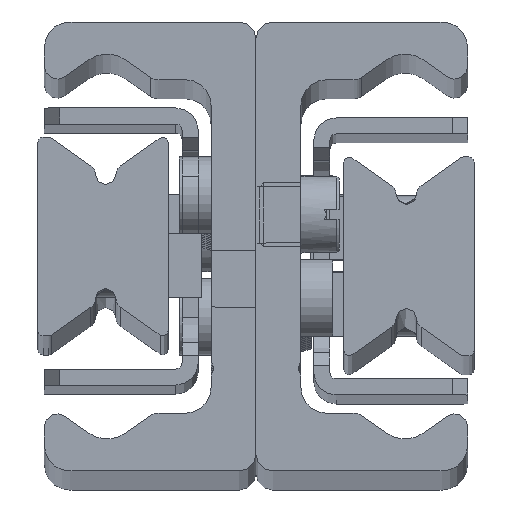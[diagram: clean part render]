
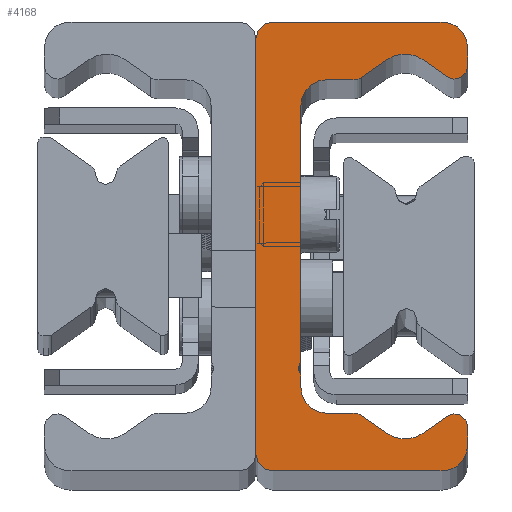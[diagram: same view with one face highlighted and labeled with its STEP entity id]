
A CAD part, top view. The second image highlights one B-rep face of the part: STEP entity #4168.
In plain terms, the highlighted planar face has unit normal (0, 0, 1).
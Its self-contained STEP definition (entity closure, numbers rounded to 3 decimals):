
#1551=CARTESIAN_POINT('',(3.5,11.0,850.0));
#1552=VERTEX_POINT('',#1551);
#1559=CARTESIAN_POINT('',(3.5,-9.067,850.0));
#1560=VERTEX_POINT('',#1559);
#1561=CARTESIAN_POINT('',(3.5,11.0,850.0));
#1562=DIRECTION('',(0.0,-1.0,0.0));
#1563=VECTOR('',#1562,20.067);
#1564=LINE('',#1561,#1563);
#1565=EDGE_CURVE('',#1552,#1560,#1564,.T.);
#1987=CARTESIAN_POINT('',(3.5,-9.933,850.0));
#1988=VERTEX_POINT('',#1987);
#1989=CARTESIAN_POINT('',(3.75,-9.5,850.0));
#1990=DIRECTION('',(0.0,0.0,1.0));
#1991=DIRECTION('',(-0.5,0.866,0.0));
#1992=AXIS2_PLACEMENT_3D('',#1989,#1990,#1991);
#1993=CIRCLE('',#1992,0.5);
#1994=EDGE_CURVE('',#1560,#1988,#1993,.T.);
#3306=CARTESIAN_POINT('',(0.0,16.2,850.0));
#3307=VERTEX_POINT('',#3306);
#3308=CARTESIAN_POINT('',(1.3,17.5,850.0));
#3309=VERTEX_POINT('',#3308);
#3310=CARTESIAN_POINT('',(1.3,16.2,850.0));
#3311=DIRECTION('',(0.0,0.0,-1.0));
#3312=DIRECTION('',(0.0,-1.0,0.0));
#3313=AXIS2_PLACEMENT_3D('',#3310,#3311,#3312);
#3314=CIRCLE('',#3313,1.3);
#3315=EDGE_CURVE('',#3307,#3309,#3314,.T.);
#3348=CARTESIAN_POINT('',(14.5,17.5,850.0));
#3349=VERTEX_POINT('',#3348);
#3350=CARTESIAN_POINT('',(1.3,17.5,850.0));
#3351=DIRECTION('',(1.0,0.0,0.0));
#3352=VECTOR('',#3351,13.2);
#3353=LINE('',#3350,#3352);
#3354=EDGE_CURVE('',#3309,#3349,#3353,.T.);
#3379=CARTESIAN_POINT('',(16.5,15.5,850.0));
#3380=VERTEX_POINT('',#3379);
#3381=CARTESIAN_POINT('',(14.5,15.5,850.0));
#3382=DIRECTION('',(0.0,0.0,-1.0));
#3383=DIRECTION('',(-1.0,0.0,0.0));
#3384=AXIS2_PLACEMENT_3D('',#3381,#3382,#3383);
#3385=CIRCLE('',#3384,2.);
#3386=EDGE_CURVE('',#3349,#3380,#3385,.T.);
#3412=CARTESIAN_POINT('',(16.5,14.042,850.0));
#3413=VERTEX_POINT('',#3412);
#3414=CARTESIAN_POINT('',(16.5,15.5,850.0));
#3415=DIRECTION('',(0.0,-1.0,0.0));
#3416=VECTOR('',#3415,1.458);
#3417=LINE('',#3414,#3416);
#3418=EDGE_CURVE('',#3380,#3413,#3417,.T.);
#3443=CARTESIAN_POINT('',(14.926,13.223,850.0));
#3444=VERTEX_POINT('',#3443);
#3445=CARTESIAN_POINT('',(15.5,14.042,850.0));
#3446=DIRECTION('',(0.0,0.0,-1.));
#3447=DIRECTION('',(0.574,0.819,0.0));
#3448=AXIS2_PLACEMENT_3D('',#3445,#3446,#3447);
#3449=CIRCLE('',#3448,1.);
#3450=EDGE_CURVE('',#3413,#3444,#3449,.T.);
#3476=CARTESIAN_POINT('',(13.034,14.548,850.0));
#3477=VERTEX_POINT('',#3476);
#3478=CARTESIAN_POINT('',(14.926,13.223,850.0));
#3479=DIRECTION('',(-0.819,0.574,0.0));
#3480=VECTOR('',#3479,2.31);
#3481=LINE('',#3478,#3480);
#3482=EDGE_CURVE('',#3444,#3477,#3481,.T.);
#3507=CARTESIAN_POINT('',(10.166,14.548,850.0));
#3508=VERTEX_POINT('',#3507);
#3509=CARTESIAN_POINT('',(11.6,12.5,850.0));
#3510=DIRECTION('',(0.0,0.0,1.0));
#3511=DIRECTION('',(0.574,0.819,0.0));
#3512=AXIS2_PLACEMENT_3D('',#3509,#3510,#3511);
#3513=CIRCLE('',#3512,2.5);
#3514=EDGE_CURVE('',#3477,#3508,#3513,.T.);
#3540=CARTESIAN_POINT('',(8.214,13.181,850.0));
#3541=VERTEX_POINT('',#3540);
#3542=CARTESIAN_POINT('',(10.166,14.548,850.0));
#3543=DIRECTION('',(-0.819,-0.574,0.0));
#3544=VECTOR('',#3543,2.383);
#3545=LINE('',#3542,#3544);
#3546=EDGE_CURVE('',#3508,#3541,#3545,.T.);
#3571=CARTESIAN_POINT('',(7.64,13.0,850.0));
#3572=VERTEX_POINT('',#3571);
#3573=CARTESIAN_POINT('',(7.64,14.,850.0));
#3574=DIRECTION('',(0.0,0.0,-1.0));
#3575=DIRECTION('',(0.0,1.0,0.0));
#3576=AXIS2_PLACEMENT_3D('',#3573,#3574,#3575);
#3577=CIRCLE('',#3576,1.);
#3578=EDGE_CURVE('',#3541,#3572,#3577,.T.);
#3604=CARTESIAN_POINT('',(5.5,13.0,850.0));
#3605=VERTEX_POINT('',#3604);
#3606=CARTESIAN_POINT('',(7.64,13.0,850.0));
#3607=DIRECTION('',(-1.0,0.0,0.0));
#3608=VECTOR('',#3607,2.14);
#3609=LINE('',#3606,#3608);
#3610=EDGE_CURVE('',#3572,#3605,#3609,.T.);
#3635=CARTESIAN_POINT('',(5.5,11.0,850.0));
#3636=DIRECTION('',(0.0,0.0,1.0));
#3637=DIRECTION('',(0.0,1.0,0.0));
#3638=AXIS2_PLACEMENT_3D('',#3635,#3636,#3637);
#3639=CIRCLE('',#3638,2.0);
#3640=EDGE_CURVE('',#3605,#1552,#3639,.T.);
#3659=CARTESIAN_POINT('',(3.5,-11.0,850.0));
#3660=VERTEX_POINT('',#3659);
#3661=CARTESIAN_POINT('',(3.5,-9.933,850.0));
#3662=DIRECTION('',(0.0,-1.0,0.0));
#3663=VECTOR('',#3662,1.067);
#3664=LINE('',#3661,#3663);
#3665=EDGE_CURVE('',#1988,#3660,#3664,.T.);
#3690=CARTESIAN_POINT('',(5.5,-13.0,850.0));
#3691=VERTEX_POINT('',#3690);
#3692=CARTESIAN_POINT('',(5.5,-11.0,850.0));
#3693=DIRECTION('',(0.0,0.0,1.0));
#3694=DIRECTION('',(-1.0,0.0,0.0));
#3695=AXIS2_PLACEMENT_3D('',#3692,#3693,#3694);
#3696=CIRCLE('',#3695,2.0);
#3697=EDGE_CURVE('',#3660,#3691,#3696,.T.);
#3723=CARTESIAN_POINT('',(7.64,-13.0,850.0));
#3724=VERTEX_POINT('',#3723);
#3725=CARTESIAN_POINT('',(5.5,-13.0,850.0));
#3726=DIRECTION('',(1.0,0.0,0.0));
#3727=VECTOR('',#3726,2.14);
#3728=LINE('',#3725,#3727);
#3729=EDGE_CURVE('',#3691,#3724,#3728,.T.);
#3754=CARTESIAN_POINT('',(8.214,-13.181,850.0));
#3755=VERTEX_POINT('',#3754);
#3756=CARTESIAN_POINT('',(7.64,-14.0,850.0));
#3757=DIRECTION('',(0.0,0.0,-1.0));
#3758=DIRECTION('',(-0.574,-0.819,0.0));
#3759=AXIS2_PLACEMENT_3D('',#3756,#3757,#3758);
#3760=CIRCLE('',#3759,1.);
#3761=EDGE_CURVE('',#3724,#3755,#3760,.T.);
#3787=CARTESIAN_POINT('',(10.166,-14.548,850.0));
#3788=VERTEX_POINT('',#3787);
#3789=CARTESIAN_POINT('',(8.214,-13.181,850.0));
#3790=DIRECTION('',(0.819,-0.574,0.0));
#3791=VECTOR('',#3790,2.383);
#3792=LINE('',#3789,#3791);
#3793=EDGE_CURVE('',#3755,#3788,#3792,.T.);
#3818=CARTESIAN_POINT('',(13.034,-14.548,850.0));
#3819=VERTEX_POINT('',#3818);
#3820=CARTESIAN_POINT('',(11.6,-12.5,850.0));
#3821=DIRECTION('',(0.0,0.0,1.));
#3822=DIRECTION('',(-0.574,-0.819,0.0));
#3823=AXIS2_PLACEMENT_3D('',#3820,#3821,#3822);
#3824=CIRCLE('',#3823,2.5);
#3825=EDGE_CURVE('',#3788,#3819,#3824,.T.);
#3851=CARTESIAN_POINT('',(14.926,-13.223,850.0));
#3852=VERTEX_POINT('',#3851);
#3853=CARTESIAN_POINT('',(13.034,-14.548,850.0));
#3854=DIRECTION('',(0.819,0.574,0.0));
#3855=VECTOR('',#3854,2.31);
#3856=LINE('',#3853,#3855);
#3857=EDGE_CURVE('',#3819,#3852,#3856,.T.);
#3882=CARTESIAN_POINT('',(16.5,-14.042,850.0));
#3883=VERTEX_POINT('',#3882);
#3884=CARTESIAN_POINT('',(15.5,-14.042,850.0));
#3885=DIRECTION('',(0.0,0.0,-1.0));
#3886=DIRECTION('',(-1.0,0.0,0.0));
#3887=AXIS2_PLACEMENT_3D('',#3884,#3885,#3886);
#3888=CIRCLE('',#3887,1.);
#3889=EDGE_CURVE('',#3852,#3883,#3888,.T.);
#3915=CARTESIAN_POINT('',(16.5,-15.5,850.0));
#3916=VERTEX_POINT('',#3915);
#3917=CARTESIAN_POINT('',(16.5,-14.042,850.0));
#3918=DIRECTION('',(0.0,-1.0,0.0));
#3919=VECTOR('',#3918,1.458);
#3920=LINE('',#3917,#3919);
#3921=EDGE_CURVE('',#3883,#3916,#3920,.T.);
#3946=CARTESIAN_POINT('',(14.5,-17.5,850.0));
#3947=VERTEX_POINT('',#3946);
#3948=CARTESIAN_POINT('',(14.5,-15.5,850.0));
#3949=DIRECTION('',(0.0,0.0,-1.0));
#3950=DIRECTION('',(0.0,1.0,0.0));
#3951=AXIS2_PLACEMENT_3D('',#3948,#3949,#3950);
#3952=CIRCLE('',#3951,2.);
#3953=EDGE_CURVE('',#3916,#3947,#3952,.T.);
#3979=CARTESIAN_POINT('',(1.3,-17.5,850.0));
#3980=VERTEX_POINT('',#3979);
#3981=CARTESIAN_POINT('',(14.5,-17.5,850.0));
#3982=DIRECTION('',(-1.0,0.0,0.0));
#3983=VECTOR('',#3982,13.2);
#3984=LINE('',#3981,#3983);
#3985=EDGE_CURVE('',#3947,#3980,#3984,.T.);
#4010=CARTESIAN_POINT('',(0.0,-16.2,850.0));
#4011=VERTEX_POINT('',#4010);
#4012=CARTESIAN_POINT('',(1.3,-16.2,850.0));
#4013=DIRECTION('',(0.0,0.0,-1.0));
#4014=DIRECTION('',(1.0,0.0,0.0));
#4015=AXIS2_PLACEMENT_3D('',#4012,#4013,#4014);
#4016=CIRCLE('',#4015,1.3);
#4017=EDGE_CURVE('',#3980,#4011,#4016,.T.);
#4043=CARTESIAN_POINT('',(0.0,-16.2,850.0));
#4044=DIRECTION('',(0.0,1.0,0.0));
#4045=VECTOR('',#4044,32.4);
#4046=LINE('',#4043,#4045);
#4047=EDGE_CURVE('',#4011,#3307,#4046,.T.);
#4135=CARTESIAN_POINT('',(5.942,-0.014,850.0));
#4136=DIRECTION('',(0.0,0.0,1.0));
#4137=DIRECTION('',(1.0,0.0,0.0));
#4138=AXIS2_PLACEMENT_3D('',#4135,#4136,#4137);
#4139=PLANE('',#4138);
#4140=ORIENTED_EDGE('',*,*,#3315,.F.);
#4141=ORIENTED_EDGE('',*,*,#4047,.F.);
#4142=ORIENTED_EDGE('',*,*,#4017,.F.);
#4143=ORIENTED_EDGE('',*,*,#3985,.F.);
#4144=ORIENTED_EDGE('',*,*,#3953,.F.);
#4145=ORIENTED_EDGE('',*,*,#3921,.F.);
#4146=ORIENTED_EDGE('',*,*,#3889,.F.);
#4147=ORIENTED_EDGE('',*,*,#3857,.F.);
#4148=ORIENTED_EDGE('',*,*,#3825,.F.);
#4149=ORIENTED_EDGE('',*,*,#3793,.F.);
#4150=ORIENTED_EDGE('',*,*,#3761,.F.);
#4151=ORIENTED_EDGE('',*,*,#3729,.F.);
#4152=ORIENTED_EDGE('',*,*,#3697,.F.);
#4153=ORIENTED_EDGE('',*,*,#3665,.F.);
#4154=ORIENTED_EDGE('',*,*,#1994,.F.);
#4155=ORIENTED_EDGE('',*,*,#1565,.F.);
#4156=ORIENTED_EDGE('',*,*,#3640,.F.);
#4157=ORIENTED_EDGE('',*,*,#3610,.F.);
#4158=ORIENTED_EDGE('',*,*,#3578,.F.);
#4159=ORIENTED_EDGE('',*,*,#3546,.F.);
#4160=ORIENTED_EDGE('',*,*,#3514,.F.);
#4161=ORIENTED_EDGE('',*,*,#3482,.F.);
#4162=ORIENTED_EDGE('',*,*,#3450,.F.);
#4163=ORIENTED_EDGE('',*,*,#3418,.F.);
#4164=ORIENTED_EDGE('',*,*,#3386,.F.);
#4165=ORIENTED_EDGE('',*,*,#3354,.F.);
#4166=EDGE_LOOP('',(#4140,#4141,#4142,#4143,#4144,#4145,#4146,#4147,#4148,#4149,#4150,#4151,#4152,#4153,#4154,#4155,#4156,#4157,#4158,#4159,#4160,#4161,#4162,#4163,#4164,#4165));
#4167=FACE_OUTER_BOUND('',#4166,.T.);
#4168=ADVANCED_FACE('',(#4167),#4139,.T.);
